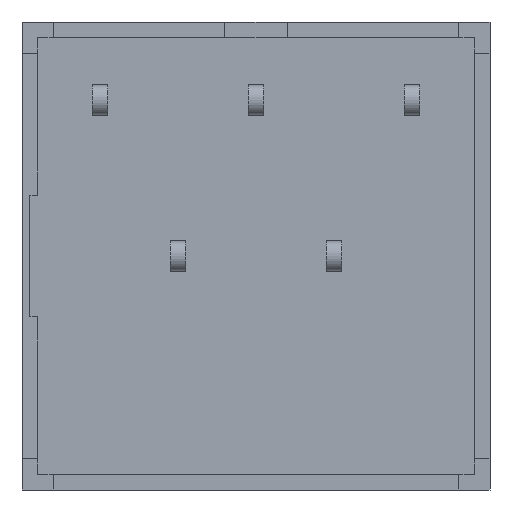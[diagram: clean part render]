
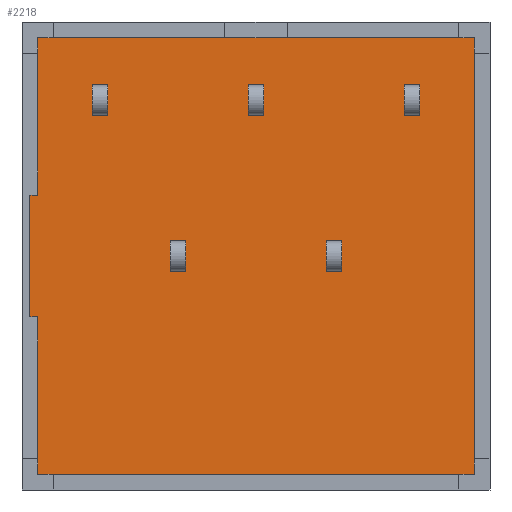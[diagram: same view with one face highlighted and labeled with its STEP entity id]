
A CAD part, front view. The second image highlights one B-rep face of the part: STEP entity #2218.
In plain terms, the highlighted face is planar.
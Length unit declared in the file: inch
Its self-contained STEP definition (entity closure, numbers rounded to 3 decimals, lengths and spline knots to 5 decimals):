
#129=FACE_OUTER_BOUND('',#252,.T.);
#252=EDGE_LOOP('',(#1613,#1614,#1615,#1616,#1617,#1618,#1619,#1620));
#366=LINE('',#3102,#644);
#390=LINE('',#3151,#668);
#420=LINE('',#3209,#698);
#430=LINE('',#3228,#708);
#445=LINE('',#3259,#723);
#447=LINE('',#3263,#725);
#449=LINE('',#3267,#727);
#450=LINE('',#3269,#728);
#644=VECTOR('',#2499,0.56);
#668=VECTOR('',#2537,0.56);
#698=VECTOR('',#2583,0.56);
#708=VECTOR('',#2601,0.202);
#723=VECTOR('',#2634,0.01);
#725=VECTOR('',#2638,0.156);
#727=VECTOR('',#2642,0.01);
#728=VECTOR('',#2645,0.202);
#917=VERTEX_POINT('',#3099);
#918=VERTEX_POINT('',#3101);
#935=VERTEX_POINT('',#3148);
#936=VERTEX_POINT('',#3150);
#961=VERTEX_POINT('',#3226);
#968=VERTEX_POINT('',#3257);
#969=VERTEX_POINT('',#3261);
#970=VERTEX_POINT('',#3265);
#1124=EDGE_CURVE('',#918,#917,#366,.T.);
#1148=EDGE_CURVE('',#936,#935,#390,.T.);
#1178=EDGE_CURVE('',#935,#918,#420,.T.);
#1188=EDGE_CURVE('',#917,#961,#430,.T.);
#1203=EDGE_CURVE('',#961,#968,#445,.T.);
#1205=EDGE_CURVE('',#968,#969,#447,.T.);
#1207=EDGE_CURVE('',#969,#970,#449,.T.);
#1208=EDGE_CURVE('',#970,#936,#450,.T.);
#1613=ORIENTED_EDGE('',*,*,#1203,.T.);
#1614=ORIENTED_EDGE('',*,*,#1205,.T.);
#1615=ORIENTED_EDGE('',*,*,#1207,.T.);
#1616=ORIENTED_EDGE('',*,*,#1208,.T.);
#1617=ORIENTED_EDGE('',*,*,#1148,.T.);
#1618=ORIENTED_EDGE('',*,*,#1178,.T.);
#1619=ORIENTED_EDGE('',*,*,#1124,.T.);
#1620=ORIENTED_EDGE('',*,*,#1188,.T.);
#2066=PLANE('',#2346);
#2218=ADVANCED_FACE('',(#129),#2066,.T.);
#2346=AXIS2_PLACEMENT_3D('',#3270,#2646,#2647);
#2499=DIRECTION('',(0.,-1.,0.));
#2537=DIRECTION('',(0.,1.,0.));
#2583=DIRECTION('',(0.,0.,1.));
#2601=DIRECTION('',(0.,0.,-1.));
#2634=DIRECTION('',(0.,-1.,0.));
#2638=DIRECTION('',(0.,0.,-1.));
#2642=DIRECTION('',(0.,1.,0.));
#2645=DIRECTION('',(0.,0.,-1.));
#2646=DIRECTION('center_axis',(1.,0.,0.));
#2647=DIRECTION('ref_axis',(0.,0.,-1.));
#3099=CARTESIAN_POINT('',(0.01,-0.28,0.28));
#3101=CARTESIAN_POINT('',(0.01,0.28,0.28));
#3102=CARTESIAN_POINT('',(0.01,0.28,0.28));
#3148=CARTESIAN_POINT('',(0.01,0.28,-0.28));
#3150=CARTESIAN_POINT('',(0.01,-0.28,-0.28));
#3151=CARTESIAN_POINT('',(0.01,-0.28,-0.28));
#3209=CARTESIAN_POINT('',(0.01,0.28,-0.28));
#3226=CARTESIAN_POINT('',(0.01,-0.28,0.078));
#3228=CARTESIAN_POINT('',(0.01,-0.28,0.28));
#3257=CARTESIAN_POINT('',(0.01,-0.29,0.078));
#3259=CARTESIAN_POINT('',(0.01,-0.28,0.078));
#3261=CARTESIAN_POINT('',(0.01,-0.29,-0.078));
#3263=CARTESIAN_POINT('',(0.01,-0.29,0.078));
#3265=CARTESIAN_POINT('',(0.01,-0.28,-0.078));
#3267=CARTESIAN_POINT('',(0.01,-0.29,-0.078));
#3269=CARTESIAN_POINT('',(0.01,-0.28,-0.078));
#3270=CARTESIAN_POINT('Origin',(0.01,-0.00321,0.));
